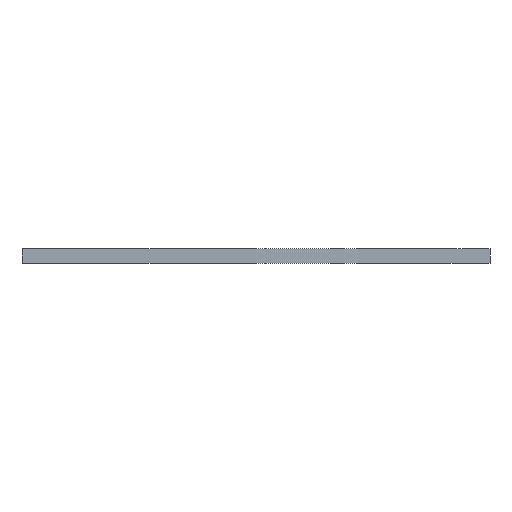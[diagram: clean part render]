
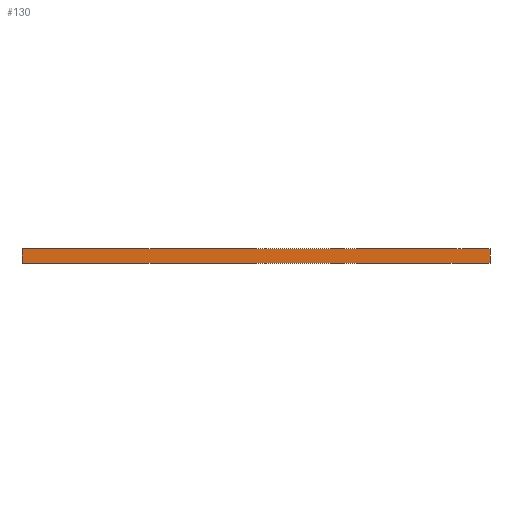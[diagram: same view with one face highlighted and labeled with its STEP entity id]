
A CAD part, left-side view. The second image highlights one B-rep face of the part: STEP entity #130.
In plain terms, the highlighted planar face has unit normal (-1, 0, 0).
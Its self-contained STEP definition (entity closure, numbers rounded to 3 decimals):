
#7 = EDGE_LOOP ( 'NONE', ( #213, #618, #996, #753 ) ) ;
#12 = VERTEX_POINT ( 'NONE', #1060 ) ;
#61 = VERTEX_POINT ( 'NONE', #547 ) ;
#72 = CARTESIAN_POINT ( 'NONE',  ( 0., 0., 0. ) ) ;
#94 = DIRECTION ( 'NONE',  ( -1., 0., 0. ) ) ;
#97 = DIRECTION ( 'NONE',  ( 0., 0., -1. ) ) ;
#130 = ADVANCED_FACE ( 'NONE', ( #182 ), #587, .T. ) ;
#181 = VECTOR ( 'NONE', #306, 1000. ) ;
#182 = FACE_OUTER_BOUND ( 'NONE', #7, .T. ) ;
#213 = ORIENTED_EDGE ( 'NONE', *, *, #1109, .F. ) ;
#228 = EDGE_CURVE ( 'NONE', #773, #61, #821, .T. ) ;
#244 = CARTESIAN_POINT ( 'NONE',  ( 0., 0., 0. ) ) ;
#296 = CARTESIAN_POINT ( 'NONE',  ( 0., 0., 5. ) ) ;
#306 = DIRECTION ( 'NONE',  ( 0., 0., -1. ) ) ;
#360 = EDGE_CURVE ( 'NONE', #61, #12, #1227, .T. ) ;
#396 = VECTOR ( 'NONE', #651, 1000. ) ;
#466 = LINE ( 'NONE', #244, #396 ) ;
#508 = CARTESIAN_POINT ( 'NONE',  ( 0., 160., 5. ) ) ;
#516 = VECTOR ( 'NONE', #97, 1000. ) ;
#520 = AXIS2_PLACEMENT_3D ( 'NONE', #296, #94, #986 ) ;
#547 = CARTESIAN_POINT ( 'NONE',  ( 0., 160., 5. ) ) ;
#587 = PLANE ( 'NONE',  #520 ) ;
#618 = ORIENTED_EDGE ( 'NONE', *, *, #620, .F. ) ;
#620 = EDGE_CURVE ( 'NONE', #773, #955, #1011, .T. ) ;
#651 = DIRECTION ( 'NONE',  ( 0., 1., 0. ) ) ;
#718 = CARTESIAN_POINT ( 'NONE',  ( 0., 0., 5. ) ) ;
#753 = ORIENTED_EDGE ( 'NONE', *, *, #360, .T. ) ;
#773 = VERTEX_POINT ( 'NONE', #1066 ) ;
#784 = VECTOR ( 'NONE', #1037, 1000. ) ;
#821 = LINE ( 'NONE', #718, #784 ) ;
#955 = VERTEX_POINT ( 'NONE', #72 ) ;
#986 = DIRECTION ( 'NONE',  ( 0., 0., 1. ) ) ;
#996 = ORIENTED_EDGE ( 'NONE', *, *, #228, .T. ) ;
#1011 = LINE ( 'NONE', #1300, #516 ) ;
#1037 = DIRECTION ( 'NONE',  ( 0., 1., 0. ) ) ;
#1060 = CARTESIAN_POINT ( 'NONE',  ( 0., 160., 0. ) ) ;
#1066 = CARTESIAN_POINT ( 'NONE',  ( 0., 0., 5. ) ) ;
#1109 = EDGE_CURVE ( 'NONE', #955, #12, #466, .T. ) ;
#1227 = LINE ( 'NONE', #508, #181 ) ;
#1300 = CARTESIAN_POINT ( 'NONE',  ( 0., 0., 5. ) ) ;
